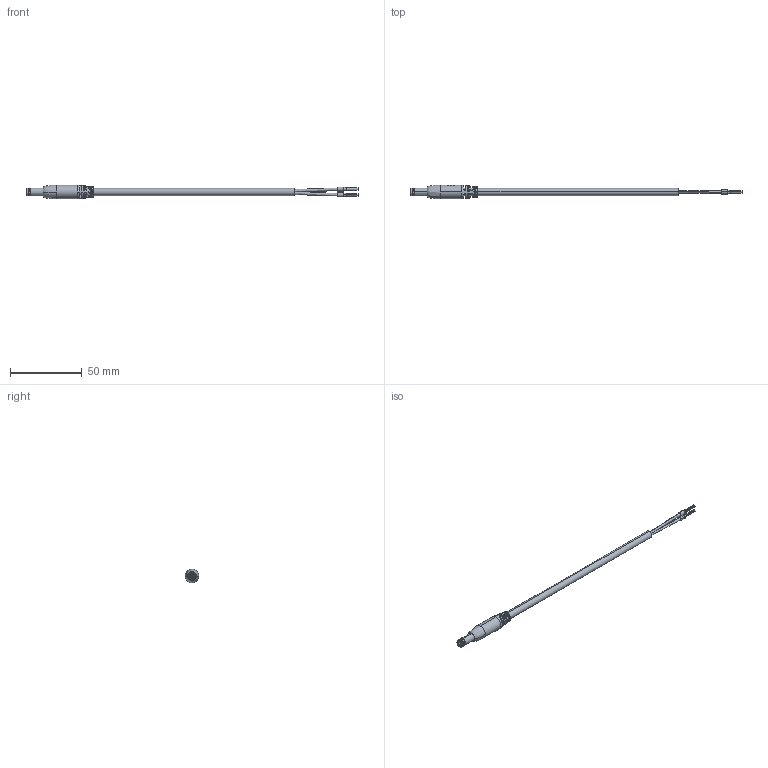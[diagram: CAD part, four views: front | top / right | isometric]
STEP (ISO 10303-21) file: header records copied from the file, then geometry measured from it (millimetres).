
FILE_DESCRIPTION (( 'STEP AP203' ), '1' );
FILE_NAME ('10-03636.STEP', '2020-04-02T18:11:36', ( '' ), ( '' ), 'SwSTEP 2.0', 'SolidWorks 2015', '' );
FILE_SCHEMA (( 'CONFIG_CONTROL_DESIGN' ));
Length unit declared in the file: millimetre
Products named in the file (8): 10-03636; 30-00683_s&t to ferrule; 50-00026; 50-00026 insulator; 55-00139; 50-00026 shell; 50-00026 contact; 24-00182
Assembly tree (8 placements, depth 3):
  10-03636
    30-00683_s&t to ferrule
    55-00139  x2
    24-00182
    50-00026
      50-00026 shell
      50-00026 contact
      50-00026 insulator
Bounding box: 232.08 x 9.6 x 9.6 mm (x, y, z)
Volume: 5908.6 mm3; surface area: 21698.1 mm2
Topology: 171 solids, 171 shells, 1135 faces, 2287 edges, 1502 vertices
Faces by surface type: cylinder 573, plane 413, bspline 93, cone 32, torus 24
Entity records: 33530 total; most frequent: CARTESIAN_POINT 8604, DIRECTION 5356, ORIENTED_EDGE 4518, AXIS2_PLACEMENT_3D 2315, EDGE_CURVE 2259, VERTEX_POINT 1486, EDGE_LOOP 1301, CIRCLE 1275
